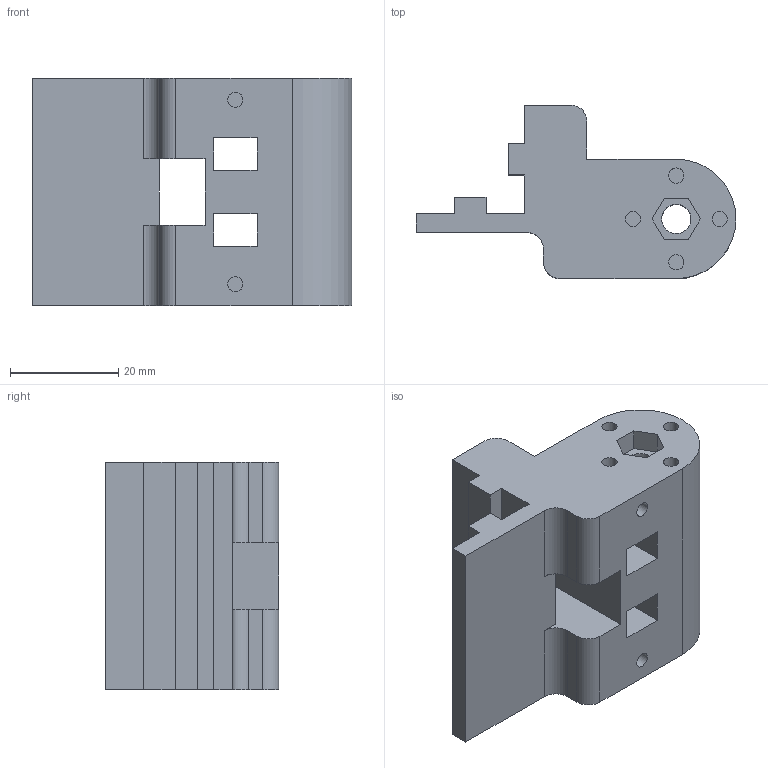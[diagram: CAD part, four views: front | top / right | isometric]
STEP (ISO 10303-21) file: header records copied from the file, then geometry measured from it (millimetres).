
FILE_DESCRIPTION(('FreeCAD Model'),'2;1');
FILE_NAME('x-motor-idler-20x20-M5-x1.step','2021-07-20T19:07:25',('Author'),(''), 'Open CASCADE STEP processor 7.3','FreeCAD','Unknown');
FILE_SCHEMA(('AUTOMOTIVE_DESIGN { 1 0 10303 214 1 1 1 1 }'));
Length unit declared in the file: millimetre
Products named in the file (1): motor.idler
Bounding box: 59 x 32 x 42 mm (x, y, z)
Volume: 35139 mm3; surface area: 12337.2 mm2
Topology: 1 solids, 1 shells, 60 faces, 159 edges, 106 vertices
Faces by surface type: plane 46, cylinder 14
Full cylindrical faces by diameter (mm): 2.8 x6, 5.4 x1
Entity records: 3991 total; most frequent: CARTESIAN_POINT 716, DIRECTION 615, LINE 421, VECTOR 421, ORIENTED_EDGE 318, PCURVE 318, DEFINITIONAL_REPRESENTATION 318, EDGE_CURVE 159
